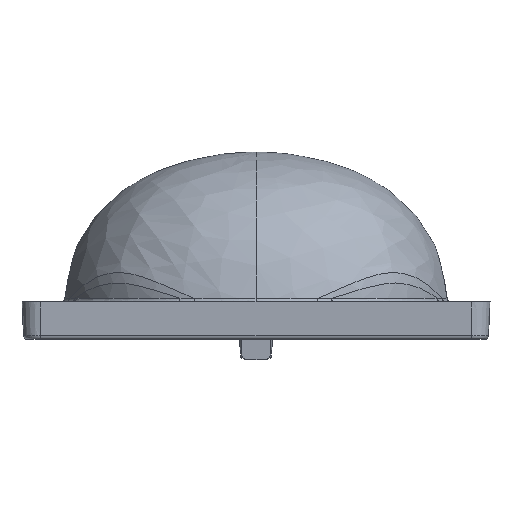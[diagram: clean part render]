
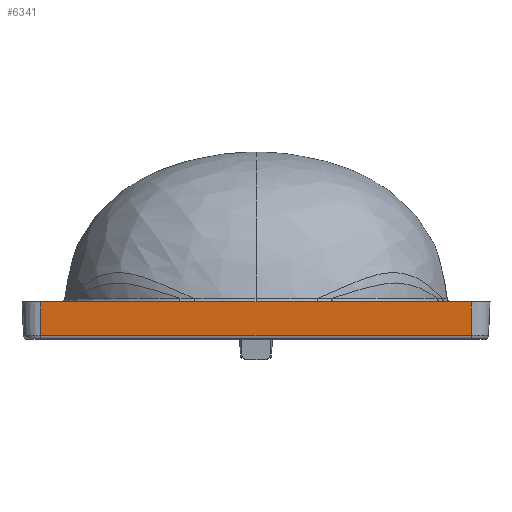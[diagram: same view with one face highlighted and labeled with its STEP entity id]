
A CAD part, front view. The second image highlights one B-rep face of the part: STEP entity #6341.
In plain terms, the highlighted planar face has unit normal (0, -0.999, -0.044).
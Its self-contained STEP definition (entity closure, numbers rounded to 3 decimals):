
#55 = VERTEX_POINT ( 'NONE', #4431 ) ;
#379 = ORIENTED_EDGE ( 'NONE', *, *, #5630, .T. ) ;
#426 = CARTESIAN_POINT ( 'NONE',  ( 11.5, -12.421, -0.369 ) ) ;
#461 = DIRECTION ( 'NONE',  ( 1., 0., 0. ) ) ;
#633 = CARTESIAN_POINT ( 'NONE',  ( 11.5, -12.5, 1.44 ) ) ;
#724 = CARTESIAN_POINT ( 'NONE',  ( -11.5, -12.5, 1.44 ) ) ;
#854 = VERTEX_POINT ( 'NONE', #969 ) ;
#859 = FACE_OUTER_BOUND ( 'NONE', #3739, .T. ) ;
#969 = CARTESIAN_POINT ( 'NONE',  ( -11.5, -12.421, -0.369 ) ) ;
#1299 = ORIENTED_EDGE ( 'NONE', *, *, #5397, .F. ) ;
#1467 = VECTOR ( 'NONE', #5664, 1000. ) ;
#1590 = ORIENTED_EDGE ( 'NONE', *, *, #6462, .F. ) ;
#1630 = LINE ( 'NONE', #3744, #5317 ) ;
#1882 = ORIENTED_EDGE ( 'NONE', *, *, #5386, .T. ) ;
#1955 = DIRECTION ( 'NONE',  ( 0., -0.999, -0.044 ) ) ;
#1991 = CARTESIAN_POINT ( 'NONE',  ( -11.5, -12.5, 1.44 ) ) ;
#3188 = LINE ( 'NONE', #5789, #6598 ) ;
#3509 = LINE ( 'NONE', #6238, #1467 ) ;
#3578 = PLANE ( 'NONE',  #5745 ) ;
#3739 = EDGE_LOOP ( 'NONE', ( #379, #1882, #1590, #1299 ) ) ;
#3744 = CARTESIAN_POINT ( 'NONE',  ( -11.5, -12.5, 1.44 ) ) ;
#4065 = VERTEX_POINT ( 'NONE', #633 ) ;
#4134 = DIRECTION ( 'NONE',  ( 0., 0.044, -0.999 ) ) ;
#4431 = CARTESIAN_POINT ( 'NONE',  ( 11.5, -12.421, -0.369 ) ) ;
#4472 = VERTEX_POINT ( 'NONE', #724 ) ;
#5136 = LINE ( 'NONE', #426, #5737 ) ;
#5173 = DIRECTION ( 'NONE',  ( 1., 0., 0. ) ) ;
#5317 = VECTOR ( 'NONE', #5827, 1000. ) ;
#5386 = EDGE_CURVE ( 'NONE', #854, #55, #5136, .T. ) ;
#5397 = EDGE_CURVE ( 'NONE', #4472, #4065, #3188, .T. ) ;
#5630 = EDGE_CURVE ( 'NONE', #4472, #854, #1630, .T. ) ;
#5664 = DIRECTION ( 'NONE',  ( 0., 0.044, -0.999 ) ) ;
#5737 = VECTOR ( 'NONE', #5173, 1000. ) ;
#5745 = AXIS2_PLACEMENT_3D ( 'NONE', #1991, #1955, #4134 ) ;
#5789 = CARTESIAN_POINT ( 'NONE',  ( -11.5, -12.5, 1.44 ) ) ;
#5827 = DIRECTION ( 'NONE',  ( 0., 0.044, -0.999 ) ) ;
#6238 = CARTESIAN_POINT ( 'NONE',  ( 11.5, -12.5, 1.44 ) ) ;
#6341 = ADVANCED_FACE ( 'NONE', ( #859 ), #3578, .T. ) ;
#6462 = EDGE_CURVE ( 'NONE', #4065, #55, #3509, .T. ) ;
#6598 = VECTOR ( 'NONE', #461, 1000. ) ;
